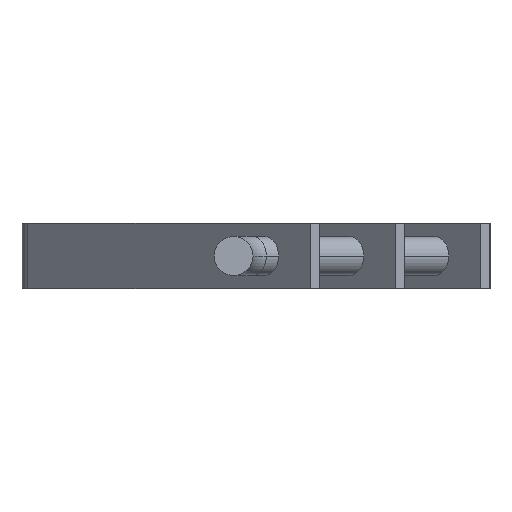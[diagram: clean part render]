
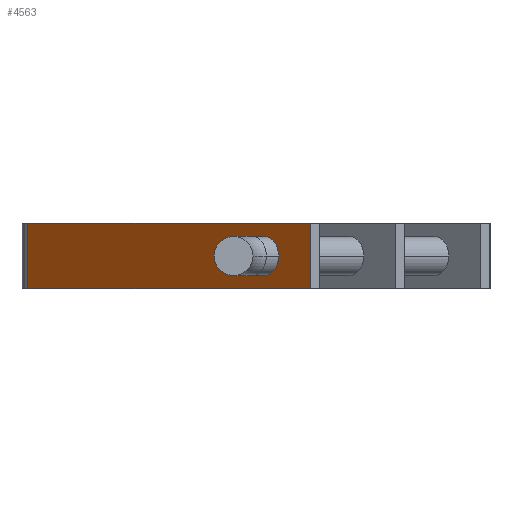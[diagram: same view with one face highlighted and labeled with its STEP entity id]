
A CAD part, front view. The second image highlights one B-rep face of the part: STEP entity #4563.
In plain terms, the highlighted planar face has unit normal (-0.707, -0.707, 0).
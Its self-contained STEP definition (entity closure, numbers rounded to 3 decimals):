
#16 = DIRECTION ( 'NONE',  ( 0., 0., 1. ) ) ;
#64 = AXIS2_PLACEMENT_3D ( 'NONE', #7193, #3770, #219 ) ;
#103 = FACE_BOUND ( 'NONE', #1780, .T. ) ;
#219 = DIRECTION ( 'NONE',  ( -0.707, 0.707, 0. ) ) ;
#250 = AXIS2_PLACEMENT_3D ( 'NONE', #2749, #6733, #3310 ) ;
#281 = CIRCLE ( 'NONE', #64, 6. ) ;
#447 = EDGE_CURVE ( 'NONE', #4912, #5175, #3617, .T. ) ;
#523 = DIRECTION ( 'NONE',  ( -0.707, 0.707, 0. ) ) ;
#753 = CARTESIAN_POINT ( 'NONE',  ( 216.242, 216.242, 10. ) ) ;
#884 = VERTEX_POINT ( 'NONE', #3326 ) ;
#958 = CARTESIAN_POINT ( 'NONE',  ( 23.685, 408.799, -10. ) ) ;
#1194 = ORIENTED_EDGE ( 'NONE', *, *, #1573, .F. ) ;
#1374 = CARTESIAN_POINT ( 'NONE',  ( 23.685, 408.799, -10. ) ) ;
#1573 = EDGE_CURVE ( 'NONE', #4912, #4842, #2092, .T. ) ;
#1692 = AXIS2_PLACEMENT_3D ( 'NONE', #2640, #2663, #6641 ) ;
#1780 = EDGE_LOOP ( 'NONE', ( #5983, #5277 ) ) ;
#1842 = LINE ( 'NONE', #753, #3371 ) ;
#1862 = ORIENTED_EDGE ( 'NONE', *, *, #447, .T. ) ;
#2084 = CARTESIAN_POINT ( 'NONE',  ( 13.843, 418.642, 0. ) ) ;
#2092 = LINE ( 'NONE', #5189, #6658 ) ;
#2397 = EDGE_CURVE ( 'NONE', #5175, #884, #1842, .T. ) ;
#2640 = CARTESIAN_POINT ( 'NONE',  ( 216.242, 216.242, -10. ) ) ;
#2663 = DIRECTION ( 'NONE',  ( 0.707, 0.707, 0. ) ) ;
#2749 = CARTESIAN_POINT ( 'NONE',  ( 9.6, 422.884, 0. ) ) ;
#2998 = LINE ( 'NONE', #3577, #6024 ) ;
#3148 = ORIENTED_EDGE ( 'NONE', *, *, #2397, .T. ) ;
#3273 = FACE_OUTER_BOUND ( 'NONE', #5717, .T. ) ;
#3310 = DIRECTION ( 'NONE',  ( -0.707, 0.707, 0. ) ) ;
#3326 = CARTESIAN_POINT ( 'NONE',  ( -63.289, 495.774, 10. ) ) ;
#3371 = VECTOR ( 'NONE', #4273, 1000. ) ;
#3577 = CARTESIAN_POINT ( 'NONE',  ( -63.289, 495.774, -10. ) ) ;
#3617 = LINE ( 'NONE', #958, #5326 ) ;
#3770 = DIRECTION ( 'NONE',  ( -0.707, -0.707, 0. ) ) ;
#4273 = DIRECTION ( 'NONE',  ( -0.707, 0.707, 0. ) ) ;
#4528 = EDGE_CURVE ( 'NONE', #6716, #7055, #281, .T. ) ;
#4563 = ADVANCED_FACE ( 'NONE', ( #103, #3273 ), #5502, .F. ) ;
#4768 = CIRCLE ( 'NONE', #250, 6. ) ;
#4842 = VERTEX_POINT ( 'NONE', #7061 ) ;
#4912 = VERTEX_POINT ( 'NONE', #1374 ) ;
#5043 = DIRECTION ( 'NONE',  ( 0., 0., 1. ) ) ;
#5131 = CARTESIAN_POINT ( 'NONE',  ( 23.685, 408.799, 10. ) ) ;
#5175 = VERTEX_POINT ( 'NONE', #5131 ) ;
#5189 = CARTESIAN_POINT ( 'NONE',  ( 216.242, 216.242, -10. ) ) ;
#5277 = ORIENTED_EDGE ( 'NONE', *, *, #6420, .F. ) ;
#5326 = VECTOR ( 'NONE', #5043, 1000. ) ;
#5502 = PLANE ( 'NONE',  #1692 ) ;
#5534 = ORIENTED_EDGE ( 'NONE', *, *, #7260, .F. ) ;
#5717 = EDGE_LOOP ( 'NONE', ( #1862, #3148, #5534, #1194 ) ) ;
#5983 = ORIENTED_EDGE ( 'NONE', *, *, #4528, .F. ) ;
#6024 = VECTOR ( 'NONE', #16, 1000. ) ;
#6411 = CARTESIAN_POINT ( 'NONE',  ( 5.357, 427.127, 0. ) ) ;
#6420 = EDGE_CURVE ( 'NONE', #7055, #6716, #4768, .T. ) ;
#6641 = DIRECTION ( 'NONE',  ( -0.707, 0.707, 0. ) ) ;
#6658 = VECTOR ( 'NONE', #523, 1000. ) ;
#6716 = VERTEX_POINT ( 'NONE', #6411 ) ;
#6733 = DIRECTION ( 'NONE',  ( -0.707, -0.707, 0. ) ) ;
#7055 = VERTEX_POINT ( 'NONE', #2084 ) ;
#7061 = CARTESIAN_POINT ( 'NONE',  ( -63.289, 495.774, -10. ) ) ;
#7193 = CARTESIAN_POINT ( 'NONE',  ( 9.6, 422.884, 0. ) ) ;
#7260 = EDGE_CURVE ( 'NONE', #4842, #884, #2998, .T. ) ;
